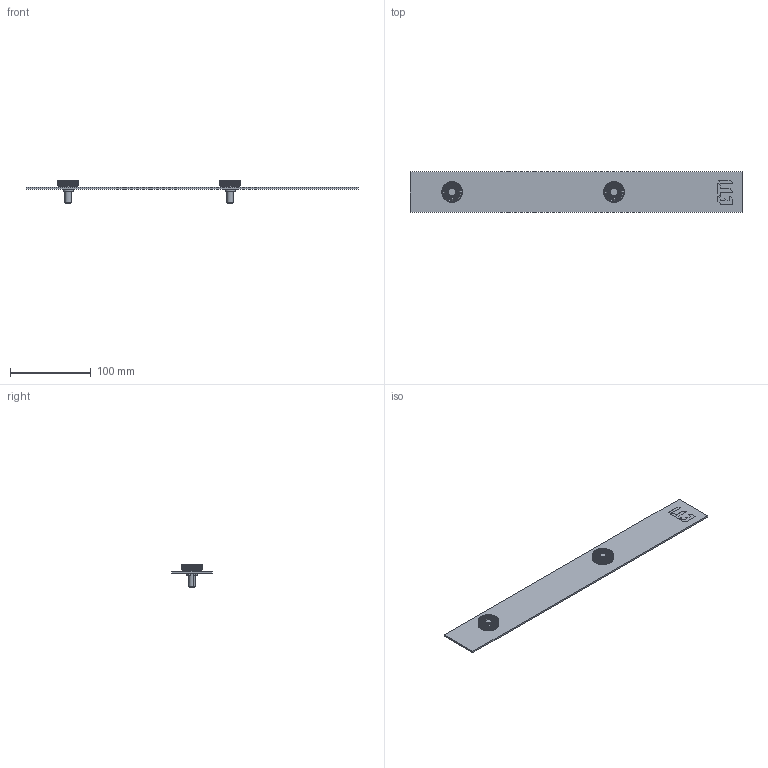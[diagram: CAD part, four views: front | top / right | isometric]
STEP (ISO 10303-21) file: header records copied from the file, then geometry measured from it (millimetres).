
FILE_DESCRIPTION((''),'2;1');
FILE_NAME('L8520323_SAMMELSCHIENENABDECKUN_ASM','2021-05-13T',('marketing.praksa'),('Audax d.o.o.'),'CREO PARAMETRIC BY PTC INC, 2017480','CREO PARAMETRIC BY PTC INC, 2017480','');
FILE_SCHEMA(('AUTOMOTIVE_DESIGN { 1 0 10303 214 1 1 1 1 }'));
Length unit declared in the file: millimetre
Products named in the file (6): 88080_RAENDELKNOPF_M8; 88081_ACHSENKLEMMUNG; 68292_SECHSKANTSCHRAUBE_DIN933-; PRT9550; PRT0005LLLLLL; L8520323_SAMMELSCHIENENABDECKUN_ASM
Assembly tree (8 placements, depth 2):
  L8520323_SAMMELSCHIENENABDECKUN_ASM
    88080_RAENDELKNOPF_M8  x2
    88081_ACHSENKLEMMUNG  x2
    68292_SECHSKANTSCHRAUBE_DIN933-  x2
    PRT9550
    PRT0005LLLLLL
Bounding box: 410 x 50 x 27.6 mm (x, y, z)
Volume: 48802 mm3; surface area: 51579.7 mm2
Topology: 10 solids, 10 shells, 929 faces, 2544 edges, 1692 vertices
Faces by surface type: plane 509, cylinder 248, cone 172
Entity records: 25232 total; most frequent: CARTESIAN_POINT 3036, DIRECTION 2958, ORIENTED_EDGE 2858, PRESENTATION_STYLE_ASSIGNMENT 1958, STYLED_ITEM 1958, CURVE_STYLE 1429, EDGE_CURVE 1429, AXIS2_PLACEMENT_3D 1001
